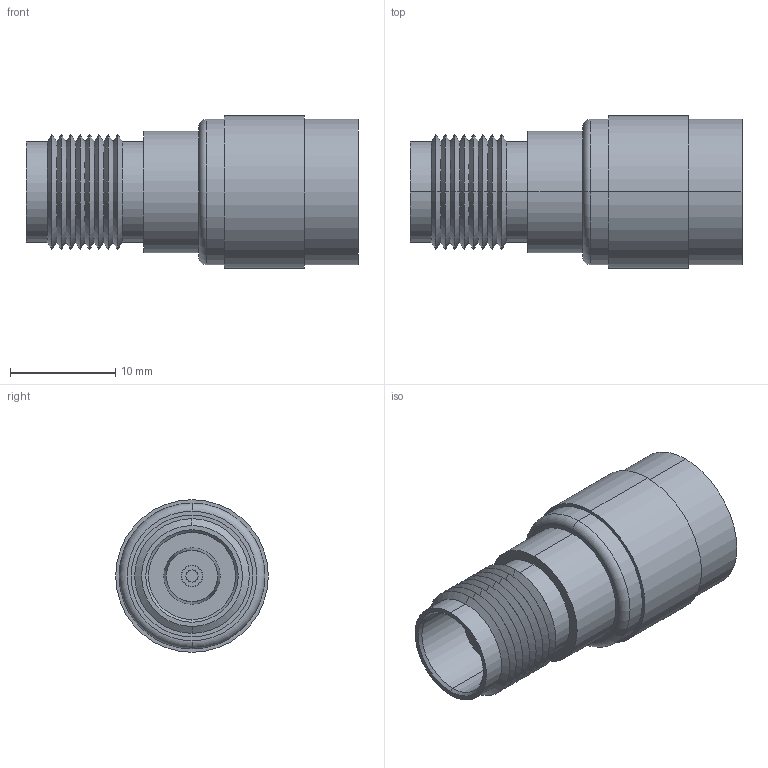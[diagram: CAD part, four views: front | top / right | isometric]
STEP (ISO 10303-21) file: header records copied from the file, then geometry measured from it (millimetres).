
FILE_DESCRIPTION (( 'STEP AP203' ), '1' );
FILE_NAME ('BA4000.STEP', '2010-12-22T16:23:49', ( 'x' ), ( 'Microsoft' ), 'SwSTEP 2.0', 'SolidWorks 2010', '' );
FILE_SCHEMA (( 'CONFIG_CONTROL_DESIGN' ));
Length unit declared in the file: inch
Products named in the file (1): BA4000
Bounding box: 31.5 x 14.48 x 14.48 mm (x, y, z)
Volume: 2359.2 mm3; surface area: 4381.9 mm2
Topology: 2 solids, 2 shells, 114 faces, 243 edges, 148 vertices
Faces by surface type: cylinder 42, cone 36, plane 32, torus 2, sphere 2
Entity records: 3129 total; most frequent: DIRECTION 594, CARTESIAN_POINT 500, ORIENTED_EDGE 478, AXIS2_PLACEMENT_3D 240, EDGE_CURVE 239, VERTEX_POINT 146, EDGE_LOOP 133, CIRCLE 125
